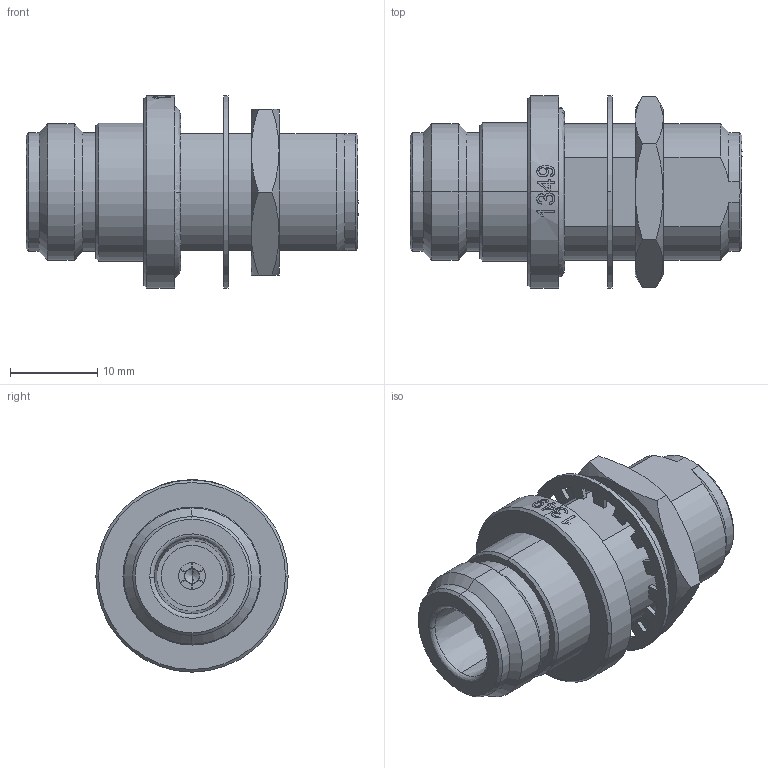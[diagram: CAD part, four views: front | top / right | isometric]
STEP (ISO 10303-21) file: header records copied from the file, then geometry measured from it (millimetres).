
FILE_DESCRIPTION (( 'STEP AP214' ), '1' );
FILE_NAME ('PE1349_3D.STEP', '2022-12-12T18:56:57', ( '' ), ( '' ), 'SwSTEP 2.0', 'SolidWorks 2022', '' );
FILE_SCHEMA (( 'AUTOMOTIVE_DESIGN' ));
Length unit declared in the file: inch
Products named in the file (5): PE1349_3D; N8105-6; AD-N8N8-BF-18-GB; N8105-7; N8105-8
Assembly tree (4 placements, depth 2):
  PE1349_3D
    AD-N8N8-BF-18-GB
    N8105-6
    N8105-7
    N8105-8
Bounding box: 38 x 22 x 22.01 mm (x, y, z)
Volume: 6813.7 mm3; surface area: 4914.2 mm2
Topology: 4 solids, 4 shells, 312 faces, 793 edges, 500 vertices
Faces by surface type: plane 120, cylinder 73, bspline 69, cone 50
Entity records: 13744 total; most frequent: CARTESIAN_POINT 6516, ORIENTED_EDGE 1578, DIRECTION 1330, EDGE_CURVE 789, AXIS2_PLACEMENT_3D 526, VERTEX_POINT 500, EDGE_LOOP 333, ADVANCED_FACE 312
